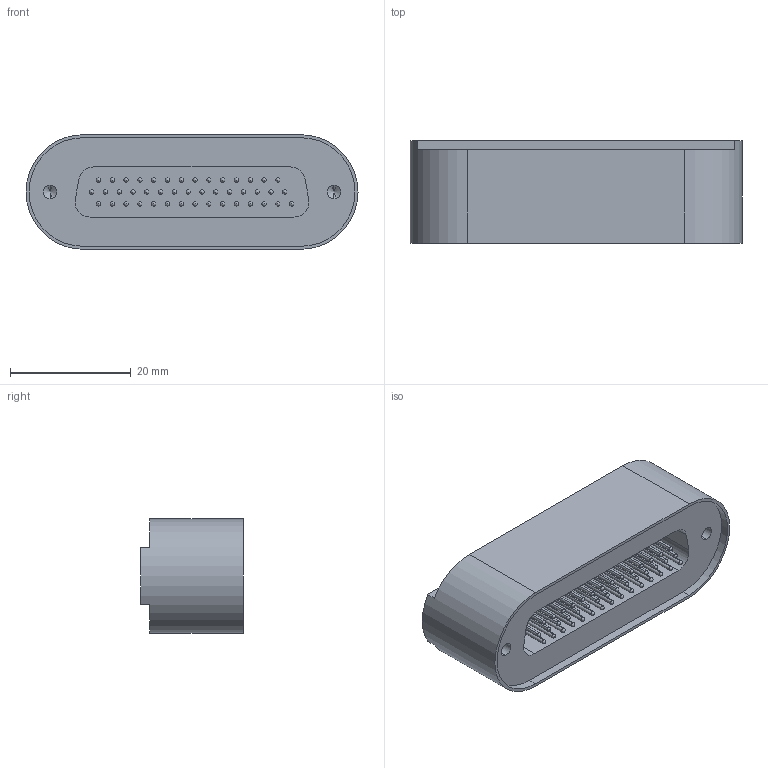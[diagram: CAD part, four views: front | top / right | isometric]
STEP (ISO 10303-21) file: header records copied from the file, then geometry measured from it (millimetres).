
FILE_DESCRIPTION (( 'STEP AP214' ), '1' );
FILE_NAME ('218-HD44-SS.STEP', '2015-01-21T14:15:36', ( '' ), ( '' ), 'SwSTEP 2.0', 'SolidWorks 2014', '' );
FILE_SCHEMA (( 'AUTOMOTIVE_DESIGN' ));
Length unit declared in the file: millimetre
Products named in the file (3): 218-HD44-SS; 9218-HDX-SS_44 pol. 0,7mm Bohrung; 9210-PIN-FENI-0.7_vergoldet
Assembly tree (45 placements, depth 2):
  218-HD44-SS
    9218-HDX-SS_44 pol. 0,7mm Bohrung
    9210-PIN-FENI-0.7_vergoldet  x44
Bounding box: 55 x 17 x 19 mm (x, y, z)
Volume: 10572.4 mm3; surface area: 7455.1 mm2
Topology: 45 solids, 45 shells, 313 faces, 916 edges, 604 vertices
Faces by surface type: cylinder 196, sphere 88, plane 21, cone 8
Entity records: 5310 total; most frequent: DIRECTION 988, CARTESIAN_POINT 831, ORIENTED_EDGE 772, AXIS2_PLACEMENT_3D 413, EDGE_CURVE 386, VERTEX_POINT 256, EDGE_LOOP 236, CIRCLE 224
